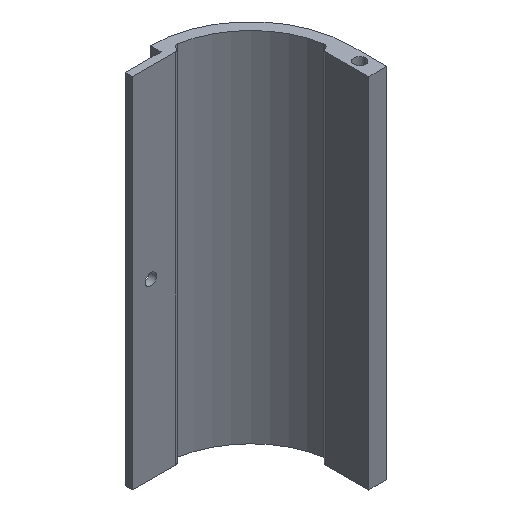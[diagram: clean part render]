
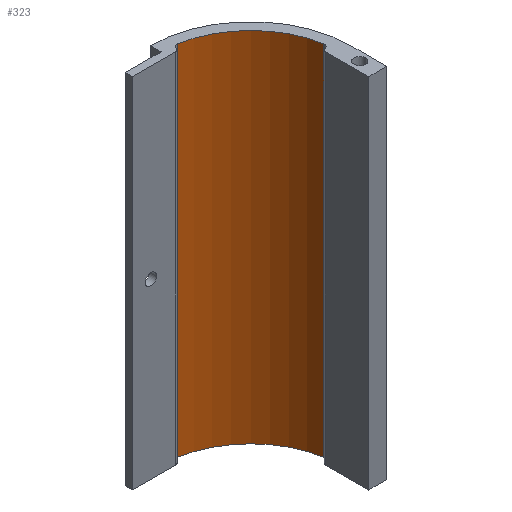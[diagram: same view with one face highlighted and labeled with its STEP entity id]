
A CAD part, isometric view. The second image highlights one B-rep face of the part: STEP entity #323.
In plain terms, the highlighted cylindrical face has radius 25 mm (diameter 50 mm), a partial arc.
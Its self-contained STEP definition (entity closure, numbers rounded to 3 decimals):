
#38=FACE_OUTER_BOUND('',#55,.T.);
#55=EDGE_LOOP('',(#243,#244,#245,#246));
#80=LINE('',#524,#109);
#81=LINE('',#530,#110);
#109=VECTOR('',#425,10.);
#110=VECTOR('',#432,10.);
#136=CIRCLE('',#364,25.);
#137=CIRCLE('',#365,25.);
#156=VERTEX_POINT('',#520);
#157=VERTEX_POINT('',#522);
#158=VERTEX_POINT('',#526);
#159=VERTEX_POINT('',#528);
#192=EDGE_CURVE('',#156,#157,#80,.T.);
#193=EDGE_CURVE('',#158,#156,#136,.T.);
#194=EDGE_CURVE('',#159,#157,#137,.T.);
#195=EDGE_CURVE('',#158,#159,#81,.T.);
#243=ORIENTED_EDGE('',*,*,#193,.T.);
#244=ORIENTED_EDGE('',*,*,#192,.T.);
#245=ORIENTED_EDGE('',*,*,#194,.F.);
#246=ORIENTED_EDGE('',*,*,#195,.F.);
#313=CYLINDRICAL_SURFACE('',#363,25.);
#323=ADVANCED_FACE('',(#38),#313,.F.);
#363=AXIS2_PLACEMENT_3D('',#525,#426,#427);
#364=AXIS2_PLACEMENT_3D('',#527,#428,#429);
#365=AXIS2_PLACEMENT_3D('',#529,#430,#431);
#425=DIRECTION('',(0.,0.,1.));
#426=DIRECTION('center_axis',(0.,0.,1.));
#427=DIRECTION('ref_axis',(0.,1.,0.));
#428=DIRECTION('center_axis',(0.,0.,-1.));
#429=DIRECTION('ref_axis',(0.,1.,0.));
#430=DIRECTION('center_axis',(0.,0.,-1.));
#431=DIRECTION('ref_axis',(0.,1.,0.));
#432=DIRECTION('',(0.,0.,1.));
#520=CARTESIAN_POINT('',(-27.217,220.336,177.5));
#522=CARTESIAN_POINT('',(-27.217,220.336,277.5));
#524=CARTESIAN_POINT('',(-27.217,220.336,177.5));
#525=CARTESIAN_POINT('Origin',(-51.867,216.17,177.5));
#526=CARTESIAN_POINT('',(-47.701,240.82,177.5));
#527=CARTESIAN_POINT('Origin',(-51.867,216.17,177.5));
#528=CARTESIAN_POINT('',(-47.701,240.82,277.5));
#529=CARTESIAN_POINT('Origin',(-51.867,216.17,277.5));
#530=CARTESIAN_POINT('',(-47.701,240.82,177.5));
